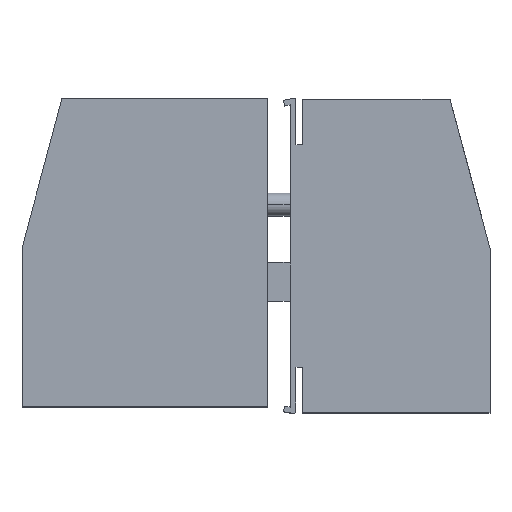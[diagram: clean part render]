
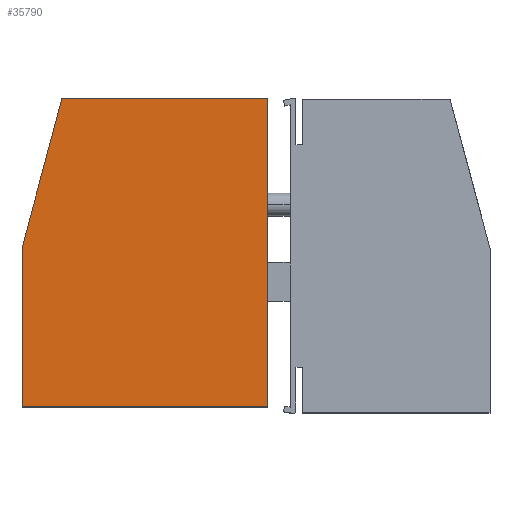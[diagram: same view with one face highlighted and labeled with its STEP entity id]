
A CAD part, top view. The second image highlights one B-rep face of the part: STEP entity #35790.
In plain terms, the highlighted planar face has unit normal (0, 0, 1).
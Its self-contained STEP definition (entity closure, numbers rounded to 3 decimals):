
#31230=CARTESIAN_POINT('',(-50.517,-50.395,1.2));
#31240=VERTEX_POINT('',#31230);
#31670=CARTESIAN_POINT('',(-50.517,-22.651,1.2));
#31680=VERTEX_POINT('',#31670);
#31710=CARTESIAN_POINT('',(-50.517,0.,1.2));
#31720=DIRECTION('',(0.,1.,0.));
#31730=VECTOR('',#31720,1.);
#31740=LINE('',#31710,#31730);
#31750=EDGE_CURVE('',#31240,#31680,#31740,.T.);
#34320=CARTESIAN_POINT('',(-44.483,0.,1.2));
#34330=DIRECTION('',(0.259,0.966,0.));
#34340=VECTOR('',#34330,1.);
#34350=LINE('',#34320,#34340);
#34360=CARTESIAN_POINT('',(-50.483,-22.392,1.2));
#34370=VERTEX_POINT('',#34360);
#34380=CARTESIAN_POINT('',(-43.517,3.605,1.2));
#34390=VERTEX_POINT('',#34380);
#34400=EDGE_CURVE('',#34370,#34390,#34350,.T.);
#35410=CARTESIAN_POINT('',(13.109,-2.37,1.2));
#35420=DIRECTION('',(0.,0.,1.));
#35430=DIRECTION('',(1.,0.,0.));
#35440=AXIS2_PLACEMENT_3D('',#35410,#35420,#35430);
#35450=PLANE('',#35440);
#35460=CARTESIAN_POINT('',(0.,-50.395,1.2));
#35470=DIRECTION('',(-1.,0.,0.));
#35480=VECTOR('',#35470,1.);
#35490=LINE('',#35460,#35480);
#35500=CARTESIAN_POINT('',(-7.517,-50.395,1.2));
#35510=VERTEX_POINT('',#35500);
#35520=EDGE_CURVE('',#35510,#31240,#35490,.T.);
#35530=ORIENTED_EDGE('',*,*,#35520,.F.);
#35540=ORIENTED_EDGE('',*,*,#31750,.F.);
#35550=CARTESIAN_POINT('',(-49.517,-22.651,1.2));
#35560=DIRECTION('',(0.,0.,1.));
#35570=DIRECTION('',(1.,0.,0.));
#35580=AXIS2_PLACEMENT_3D('',#35550,#35560,#35570);
#35590=CIRCLE('',#35580,1.);
#35600=EDGE_CURVE('',#34370,#31680,#35590,.T.);
#35610=ORIENTED_EDGE('',*,*,#35600,.T.);
#35620=ORIENTED_EDGE('',*,*,#34400,.F.);
#35630=CARTESIAN_POINT('',(0.,3.605,1.2));
#35640=DIRECTION('',(1.,0.,0.));
#35650=VECTOR('',#35640,1.);
#35660=LINE('',#35630,#35650);
#35670=CARTESIAN_POINT('',(-7.517,3.605,1.2));
#35680=VERTEX_POINT('',#35670);
#35690=EDGE_CURVE('',#34390,#35680,#35660,.T.);
#35700=ORIENTED_EDGE('',*,*,#35690,.F.);
#35710=CARTESIAN_POINT('',(-7.517,0.,1.2));
#35720=DIRECTION('',(0.,-1.,0.));
#35730=VECTOR('',#35720,1.);
#35740=LINE('',#35710,#35730);
#35750=EDGE_CURVE('',#35680,#35510,#35740,.T.);
#35760=ORIENTED_EDGE('',*,*,#35750,.F.);
#35770=EDGE_LOOP('',(#35760,#35700,#35620,#35610,#35540,#35530));
#35780=FACE_OUTER_BOUND('',#35770,.T.);
#35790=ADVANCED_FACE('',(#35780),#35450,.T.);
